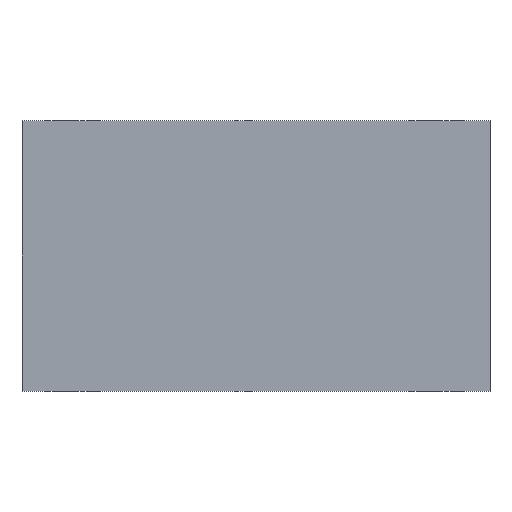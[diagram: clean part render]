
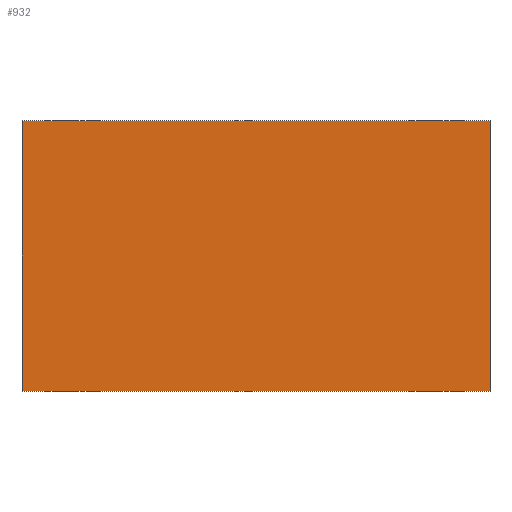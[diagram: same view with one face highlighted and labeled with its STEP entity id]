
A CAD part, front view. The second image highlights one B-rep face of the part: STEP entity #932.
In plain terms, the highlighted planar face has unit normal (0, -1, 0).
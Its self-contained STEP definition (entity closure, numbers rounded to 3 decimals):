
#169=ORIENTED_EDGE('',*,*,#402,.T.);
#170=ORIENTED_EDGE('',*,*,#355,.F.);
#171=ORIENTED_EDGE('',*,*,#397,.F.);
#172=ORIENTED_EDGE('',*,*,#365,.T.);
#355=EDGE_CURVE('',#475,#470,#565,.T.);
#365=EDGE_CURVE('',#486,#485,#571,.T.);
#397=EDGE_CURVE('',#486,#475,#591,.T.);
#402=EDGE_CURVE('',#485,#470,#593,.T.);
#470=VERTEX_POINT('',#1439);
#475=VERTEX_POINT('',#1448);
#485=VERTEX_POINT('',#1469);
#486=VERTEX_POINT('',#1471);
#565=LINE('',#1449,#627);
#571=LINE('',#1470,#633);
#591=LINE('',#1534,#653);
#593=LINE('',#1543,#655);
#627=VECTOR('',#1135,1000.);
#633=VECTOR('',#1151,1000.);
#653=VECTOR('',#1203,1000.);
#655=VECTOR('',#1213,1000.);
#700=EDGE_LOOP('',(#169,#170,#171,#172));
#804=FACE_BOUND('',#700,.T.);
#899=PLANE('',#1029);
#932=ADVANCED_FACE('',(#804),#899,.F.);
#1029=AXIS2_PLACEMENT_3D('',#1544,#1214,#1215);
#1135=DIRECTION('',(0.,0.,-1.));
#1151=DIRECTION('',(0.,0.,-1.));
#1203=DIRECTION('',(1.,0.,0.));
#1213=DIRECTION('',(1.,0.,0.));
#1214=DIRECTION('',(0.,1.,0.));
#1215=DIRECTION('',(0.,0.,1.));
#1439=CARTESIAN_POINT('',(22.5,0.,-13.));
#1448=CARTESIAN_POINT('',(22.5,0.,13.));
#1449=CARTESIAN_POINT('',(22.5,0.,13.));
#1469=CARTESIAN_POINT('',(-22.5,0.,-13.));
#1470=CARTESIAN_POINT('',(-22.5,0.,13.));
#1471=CARTESIAN_POINT('',(-22.5,0.,13.));
#1534=CARTESIAN_POINT('',(-22.5,0.,13.));
#1543=CARTESIAN_POINT('',(-22.5,0.,-13.));
#1544=CARTESIAN_POINT('',(-22.5,0.,13.));
